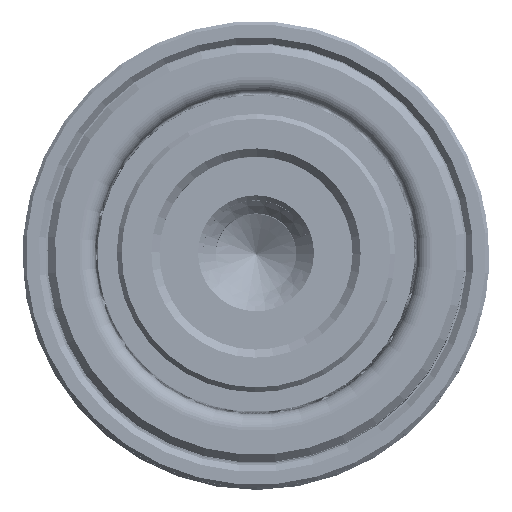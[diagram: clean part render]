
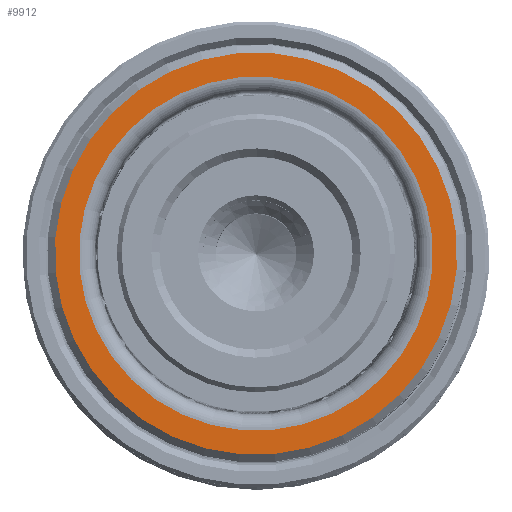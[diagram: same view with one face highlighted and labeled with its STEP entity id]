
A CAD part, top view. The second image highlights one B-rep face of the part: STEP entity #9912.
In plain terms, the highlighted planar face has unit normal (0, 0, 1).
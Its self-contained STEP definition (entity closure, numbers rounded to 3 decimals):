
#75 = DIRECTION ( 'NONE',  ( 1., 0., 0. ) ) ;
#2178 = CIRCLE ( 'NONE', #7838, 11. ) ;
#4716 = CARTESIAN_POINT ( 'NONE',  ( 0., 0., 40. ) ) ;
#5208 = FACE_BOUND ( 'NONE', #26984, .T. ) ;
#7659 = DIRECTION ( 'NONE',  ( 1., 0., 0. ) ) ;
#7766 = AXIS2_PLACEMENT_3D ( 'NONE', #11556, #31940, #14469 ) ;
#7838 = AXIS2_PLACEMENT_3D ( 'NONE', #13805, #34218, #16724 ) ;
#9759 = DIRECTION ( 'NONE',  ( 0., 0., 1. ) ) ;
#9912 = ADVANCED_FACE ( 'NONE', ( #5208, #18933 ), #15362, .T. ) ;
#11556 = CARTESIAN_POINT ( 'NONE',  ( 0., 0., 40. ) ) ;
#11678 = VERTEX_POINT ( 'NONE', #31766 ) ;
#12111 = ORIENTED_EDGE ( 'NONE', *, *, #14891, .T. ) ;
#13390 = CARTESIAN_POINT ( 'NONE',  ( 12.5, 0., 40. ) ) ;
#13805 = CARTESIAN_POINT ( 'NONE',  ( 0., 0., 40. ) ) ;
#14469 = DIRECTION ( 'NONE',  ( 1., 0., 0. ) ) ;
#14891 = EDGE_CURVE ( 'NONE', #11678, #23827, #16489, .T. ) ;
#15176 = VERTEX_POINT ( 'NONE', #30398 ) ;
#15362 = PLANE ( 'NONE',  #35875 ) ;
#15452 = CIRCLE ( 'NONE', #16274, 12.5 ) ;
#16274 = AXIS2_PLACEMENT_3D ( 'NONE', #4716, #25123, #7659 ) ;
#16489 = CIRCLE ( 'NONE', #7766, 11. ) ;
#16724 = DIRECTION ( 'NONE',  ( 1., 0., 0. ) ) ;
#17575 = DIRECTION ( 'NONE',  ( 0., 0., 1. ) ) ;
#18259 = EDGE_CURVE ( 'NONE', #23827, #11678, #2178, .T. ) ;
#18933 = FACE_OUTER_BOUND ( 'NONE', #31100, .T. ) ;
#20731 = EDGE_CURVE ( 'NONE', #15176, #29839, #15452, .T. ) ;
#22174 = AXIS2_PLACEMENT_3D ( 'NONE', #35058, #17575, #75 ) ;
#22740 = ORIENTED_EDGE ( 'NONE', *, *, #24962, .T. ) ;
#23827 = VERTEX_POINT ( 'NONE', #33749 ) ;
#24251 = CARTESIAN_POINT ( 'NONE',  ( 0., 0., 40. ) ) ;
#24962 = EDGE_CURVE ( 'NONE', #29839, #15176, #36235, .T. ) ;
#25123 = DIRECTION ( 'NONE',  ( 0., 0., 1. ) ) ;
#26984 = EDGE_LOOP ( 'NONE', ( #12111, #27550 ) ) ;
#27550 = ORIENTED_EDGE ( 'NONE', *, *, #18259, .T. ) ;
#29839 = VERTEX_POINT ( 'NONE', #13390 ) ;
#30126 = DIRECTION ( 'NONE',  ( 1., 0., 0. ) ) ;
#30398 = CARTESIAN_POINT ( 'NONE',  ( -12.5, 0., 40. ) ) ;
#31100 = EDGE_LOOP ( 'NONE', ( #33698, #22740 ) ) ;
#31766 = CARTESIAN_POINT ( 'NONE',  ( 11., 0., 40. ) ) ;
#31940 = DIRECTION ( 'NONE',  ( 0., 0., -1. ) ) ;
#33698 = ORIENTED_EDGE ( 'NONE', *, *, #20731, .T. ) ;
#33749 = CARTESIAN_POINT ( 'NONE',  ( -11., 0., 40. ) ) ;
#34218 = DIRECTION ( 'NONE',  ( 0., 0., -1. ) ) ;
#35058 = CARTESIAN_POINT ( 'NONE',  ( 0., 0., 40. ) ) ;
#35875 = AXIS2_PLACEMENT_3D ( 'NONE', #24251, #9759, #30126 ) ;
#36235 = CIRCLE ( 'NONE', #22174, 12.5 ) ;
